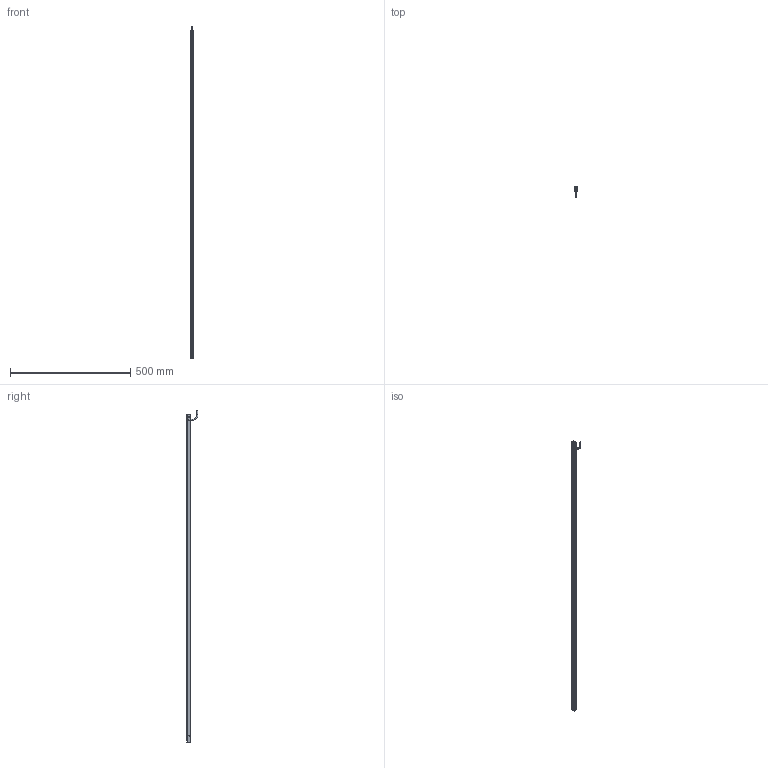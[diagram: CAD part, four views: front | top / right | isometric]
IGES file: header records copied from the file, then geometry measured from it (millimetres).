
Start section:  PTC IGES file: 241833_sm01.igs
Global section: file name: 241833_sm01.igs; native system: Creo Parametric by PTC Inc.; preprocessor: 2022414; author: banengservice; organization: Unknown; date: 20240529.151342; units: millimetre
Bounding box: 12.81 x 49.18 x 1381.28 mm (x, y, z)
Volume: 122462.8 mm3; surface area: 756868.5 mm2
Topology: 2 solids, 4 shells, 3422 faces, 17032 edges, 20946 vertices
Faces by surface type: bspline 2154, revolution 1212, extrusion 56
